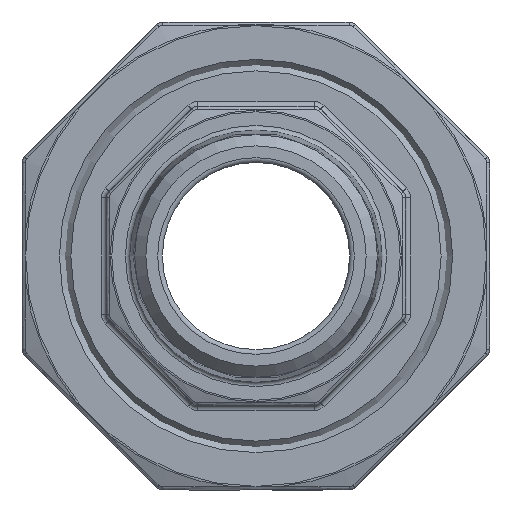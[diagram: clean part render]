
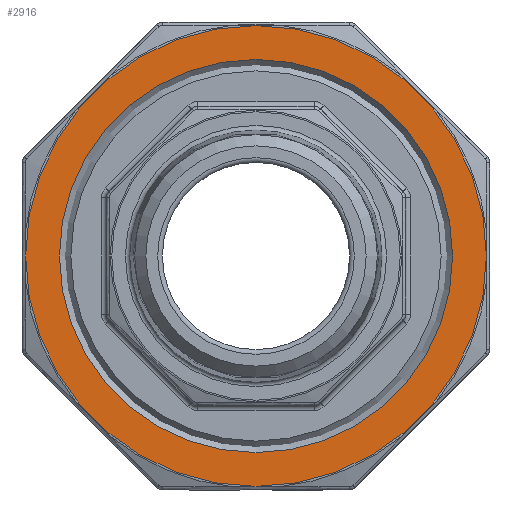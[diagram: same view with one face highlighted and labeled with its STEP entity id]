
A CAD part, left-side view. The second image highlights one B-rep face of the part: STEP entity #2916.
In plain terms, the highlighted planar face has unit normal (-1, 0, 0).
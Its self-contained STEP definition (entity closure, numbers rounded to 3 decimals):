
#1229 = AXIS2_PLACEMENT_3D ( 'NONE', #4875, #11999, #8054 ) ;
#1488 = FACE_BOUND ( 'NONE', #21723, .T. ) ;
#2916 = ADVANCED_FACE ( 'NONE', ( #17519, #1488 ), #15215, .T. ) ;
#4875 = CARTESIAN_POINT ( 'NONE',  ( -9.5, 0., 0. ) ) ;
#5193 = EDGE_CURVE ( 'NONE', #17722, #17722, #8042, .T. ) ;
#5395 = AXIS2_PLACEMENT_3D ( 'NONE', #16405, #14878, #14625 ) ;
#7254 = AXIS2_PLACEMENT_3D ( 'NONE', #8644, #12476, #17395 ) ;
#8042 = CIRCLE ( 'NONE', #5395, 24.612 ) ;
#8054 = DIRECTION ( 'NONE',  ( 0., 0., -1. ) ) ;
#8644 = CARTESIAN_POINT ( 'NONE',  ( -9.5, 34.92, 0. ) ) ;
#10181 = EDGE_CURVE ( 'NONE', #22900, #22900, #13148, .T. ) ;
#10251 = CARTESIAN_POINT ( 'NONE',  ( -9.5, 0., -21. ) ) ;
#11999 = DIRECTION ( 'NONE',  ( 1., 0., 0. ) ) ;
#12476 = DIRECTION ( 'NONE',  ( -1., 0., 0. ) ) ;
#13148 = CIRCLE ( 'NONE', #1229, 21. ) ;
#13647 = ORIENTED_EDGE ( 'NONE', *, *, #10181, .T. ) ;
#14625 = DIRECTION ( 'NONE',  ( 0., 0., 1. ) ) ;
#14878 = DIRECTION ( 'NONE',  ( -1., 0., 0. ) ) ;
#15215 = PLANE ( 'NONE',  #7254 ) ;
#15708 = CARTESIAN_POINT ( 'NONE',  ( -9.5, 0., 24.612 ) ) ;
#16405 = CARTESIAN_POINT ( 'NONE',  ( -9.5, 0., 0. ) ) ;
#17276 = ORIENTED_EDGE ( 'NONE', *, *, #5193, .T. ) ;
#17395 = DIRECTION ( 'NONE',  ( 0., 0., 1. ) ) ;
#17519 = FACE_OUTER_BOUND ( 'NONE', #22470, .T. ) ;
#17722 = VERTEX_POINT ( 'NONE', #15708 ) ;
#21723 = EDGE_LOOP ( 'NONE', ( #13647 ) ) ;
#22470 = EDGE_LOOP ( 'NONE', ( #17276 ) ) ;
#22900 = VERTEX_POINT ( 'NONE', #10251 ) ;
